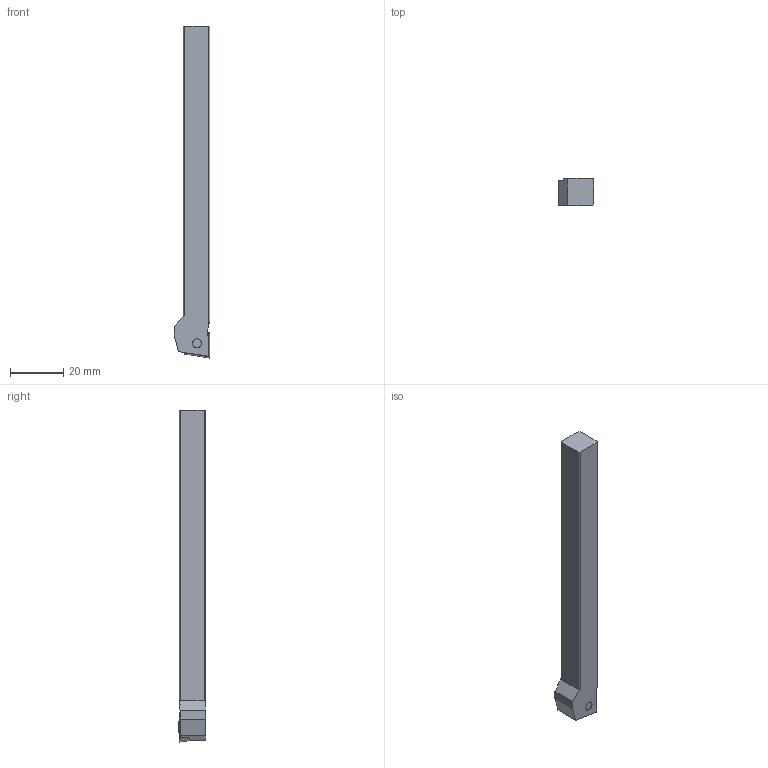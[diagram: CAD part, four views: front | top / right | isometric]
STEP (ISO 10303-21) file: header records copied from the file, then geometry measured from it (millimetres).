
FILE_DESCRIPTION(/* description */ (''),/* implementation_level */ '2;1');
FILE_NAME(/* name */ 'SCACL1010K09-SM_MR0_2.stp',/* time_stamp */ '2023-02-09T12:51:41+09:00',/* author */ (''),/* organization */ (''),/* preprocessor_version */ 'ST-DEVELOPER v16',/* originating_system */ 'SIEMENS PLM Software NX 10.0',/* authorisation */ '');
FILE_SCHEMA (('AUTOMOTIVE_DESIGN { 1 0 10303 214 3 1 1 1 }'));
Length unit declared in the file: millimetre
Products named in the file (1): SCACL1010K09-SM_MR0_2_ASM
Bounding box: 13.5 x 10.23 x 125 mm (x, y, z)
Volume: 12531.9 mm3; surface area: 5512.6 mm2
Topology: 2 solids, 2 shells, 74 faces, 220 edges, 158 vertices
Faces by surface type: plane 32, cylinder 26, cone 10, torus 4, sphere 2
Entity records: 3198 total; most frequent: CARTESIAN_POINT 666, DIRECTION 438, ORIENTED_EDGE 408, EDGE_CURVE 204, AXIS2_PLACEMENT_3D 158, VERTEX_POINT 137, LINE 122, VECTOR 122
